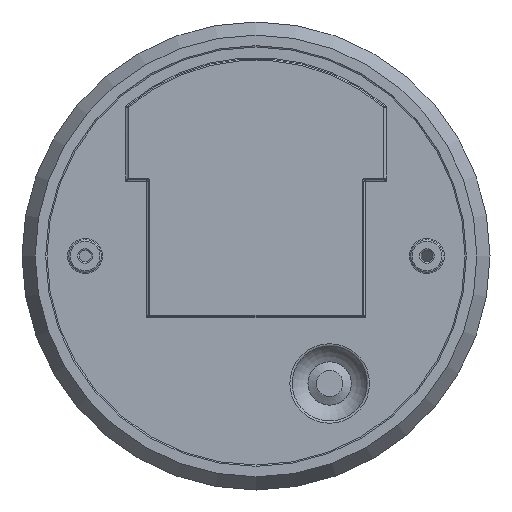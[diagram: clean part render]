
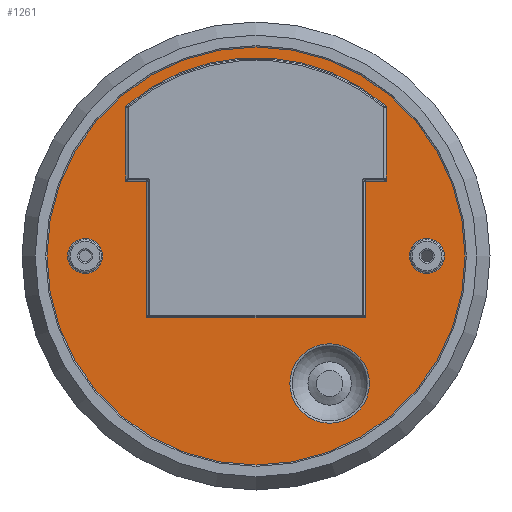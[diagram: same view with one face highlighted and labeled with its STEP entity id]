
A CAD part, front view. The second image highlights one B-rep face of the part: STEP entity #1261.
In plain terms, the highlighted planar face has unit normal (0, -1, 0).
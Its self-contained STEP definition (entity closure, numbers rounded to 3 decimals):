
#12 = LINE ( 'NONE', #146, #882 ) ;
#29 = PLANE ( 'NONE',  #89 ) ;
#72 = LINE ( 'NONE', #1825, #520 ) ;
#89 = AXIS2_PLACEMENT_3D ( 'NONE', #2006, #1835, #1189 ) ;
#104 = ORIENTED_EDGE ( 'NONE', *, *, #556, .T. ) ;
#126 = LINE ( 'NONE', #512, #1823 ) ;
#135 = EDGE_CURVE ( 'NONE', #793, #793, #827, .T. ) ;
#142 = DIRECTION ( 'NONE',  ( 0., 1., 0. ) ) ;
#146 = CARTESIAN_POINT ( 'NONE',  ( 49.5, 6.5, 0. ) ) ;
#172 = CARTESIAN_POINT ( 'NONE',  ( 0., 6.5, 28.5 ) ) ;
#177 = CARTESIAN_POINT ( 'NONE',  ( -41.5, 6.5, 0. ) ) ;
#199 = CARTESIAN_POINT ( 'NONE',  ( 0., 6.5, 28.5 ) ) ;
#204 = EDGE_CURVE ( 'NONE', #746, #746, #1169, .T. ) ;
#237 = VECTOR ( 'NONE', #1811, 1000. ) ;
#252 = FACE_BOUND ( 'NONE', #1482, .T. ) ;
#267 = AXIS2_PLACEMENT_3D ( 'NONE', #765, #1905, #928 ) ;
#270 = VERTEX_POINT ( 'NONE', #1786 ) ;
#306 = EDGE_LOOP ( 'NONE', ( #1925 ) ) ;
#374 = VECTOR ( 'NONE', #1347, 1000. ) ;
#376 = CARTESIAN_POINT ( 'NONE',  ( 49.5, 6.5, 57.009 ) ) ;
#383 = CARTESIAN_POINT ( 'NONE',  ( -41.5, 6.5, 28.5 ) ) ;
#391 = ORIENTED_EDGE ( 'NONE', *, *, #1970, .T. ) ;
#419 = LINE ( 'NONE', #199, #374 ) ;
#426 = VECTOR ( 'NONE', #1815, 1000. ) ;
#442 = EDGE_CURVE ( 'NONE', #1671, #1863, #12, .T. ) ;
#460 = DIRECTION ( 'NONE',  ( 0., 1., 0. ) ) ;
#476 = CARTESIAN_POINT ( 'NONE',  ( -49.5, 6.5, 28.5 ) ) ;
#512 = CARTESIAN_POINT ( 'NONE',  ( 0., 6.5, -23.5 ) ) ;
#520 = VECTOR ( 'NONE', #842, 1000. ) ;
#540 = CARTESIAN_POINT ( 'NONE',  ( -49.5, 6.5, 57.009 ) ) ;
#556 = EDGE_CURVE ( 'NONE', #1059, #1714, #2039, .T. ) ;
#612 = ORIENTED_EDGE ( 'NONE', *, *, #1264, .T. ) ;
#632 = CARTESIAN_POINT ( 'NONE',  ( -65., 6.5, -6.65 ) ) ;
#654 = FACE_OUTER_BOUND ( 'NONE', #1502, .T. ) ;
#661 = ORIENTED_EDGE ( 'NONE', *, *, #442, .T. ) ;
#690 = EDGE_CURVE ( 'NONE', #1714, #939, #1350, .T. ) ;
#699 = DIRECTION ( 'NONE',  ( 0., 1., 0. ) ) ;
#700 = FACE_BOUND ( 'NONE', #306, .T. ) ;
#714 = ORIENTED_EDGE ( 'NONE', *, *, #1635, .T. ) ;
#744 = VECTOR ( 'NONE', #1361, 1000. ) ;
#746 = VERTEX_POINT ( 'NONE', #632 ) ;
#749 = ORIENTED_EDGE ( 'NONE', *, *, #1681, .T. ) ;
#765 = CARTESIAN_POINT ( 'NONE',  ( 65., 6.5, 0. ) ) ;
#779 = ORIENTED_EDGE ( 'NONE', *, *, #1558, .T. ) ;
#793 = VERTEX_POINT ( 'NONE', #2091 ) ;
#803 = CIRCLE ( 'NONE', #1022, 79.5 ) ;
#827 = CIRCLE ( 'NONE', #1115, 15.133 ) ;
#830 = EDGE_LOOP ( 'NONE', ( #1385 ) ) ;
#842 = DIRECTION ( 'NONE',  ( 0., 0., 1. ) ) ;
#882 = VECTOR ( 'NONE', #1301, 1000. ) ;
#928 = DIRECTION ( 'NONE',  ( 0., 0., -1. ) ) ;
#939 = VERTEX_POINT ( 'NONE', #476 ) ;
#957 = EDGE_LOOP ( 'NONE', ( #104, #1065, #1336, #612, #661, #714, #749, #779 ) ) ;
#969 = CARTESIAN_POINT ( 'NONE',  ( 0., 6.5, -79.5 ) ) ;
#978 = CARTESIAN_POINT ( 'NONE',  ( 0., 6.5, 0. ) ) ;
#1022 = AXIS2_PLACEMENT_3D ( 'NONE', #978, #2135, #1174 ) ;
#1059 = VERTEX_POINT ( 'NONE', #2130 ) ;
#1064 = CARTESIAN_POINT ( 'NONE',  ( 41.5, 6.5, -23.5 ) ) ;
#1065 = ORIENTED_EDGE ( 'NONE', *, *, #690, .T. ) ;
#1099 = CIRCLE ( 'NONE', #267, 6.65 ) ;
#1115 = AXIS2_PLACEMENT_3D ( 'NONE', #1128, #142, #1293 ) ;
#1128 = CARTESIAN_POINT ( 'NONE',  ( 28., 6.5, -48.497 ) ) ;
#1169 = CIRCLE ( 'NONE', #1548, 6.65 ) ;
#1174 = DIRECTION ( 'NONE',  ( 0., 0., -1. ) ) ;
#1189 = DIRECTION ( 'NONE',  ( 0., 0., -1. ) ) ;
#1192 = EDGE_CURVE ( 'NONE', #1844, #1844, #803, .T. ) ;
#1248 = ORIENTED_EDGE ( 'NONE', *, *, #1192, .T. ) ;
#1261 = ADVANCED_FACE ( 'NONE', ( #700, #654, #1960, #252, #1515 ), #29, .T. ) ;
#1264 = EDGE_CURVE ( 'NONE', #1694, #1671, #1475, .T. ) ;
#1293 = DIRECTION ( 'NONE',  ( 0., 0., -1. ) ) ;
#1301 = DIRECTION ( 'NONE',  ( 0., 0., -1. ) ) ;
#1336 = ORIENTED_EDGE ( 'NONE', *, *, #1585, .T. ) ;
#1347 = DIRECTION ( 'NONE',  ( -1., 0., 0. ) ) ;
#1350 = LINE ( 'NONE', #172, #426 ) ;
#1357 = AXIS2_PLACEMENT_3D ( 'NONE', #1674, #699, #1839 ) ;
#1361 = DIRECTION ( 'NONE',  ( 0., 0., -1. ) ) ;
#1385 = ORIENTED_EDGE ( 'NONE', *, *, #135, .T. ) ;
#1386 = VERTEX_POINT ( 'NONE', #1064 ) ;
#1438 = CARTESIAN_POINT ( 'NONE',  ( -65., 6.5, 0. ) ) ;
#1475 = CIRCLE ( 'NONE', #1357, 75.5 ) ;
#1482 = EDGE_LOOP ( 'NONE', ( #391 ) ) ;
#1502 = EDGE_LOOP ( 'NONE', ( #1248 ) ) ;
#1515 = FACE_BOUND ( 'NONE', #830, .T. ) ;
#1548 = AXIS2_PLACEMENT_3D ( 'NONE', #1438, #460, #1602 ) ;
#1558 = EDGE_CURVE ( 'NONE', #1386, #1059, #126, .T. ) ;
#1585 = EDGE_CURVE ( 'NONE', #939, #1694, #72, .T. ) ;
#1602 = DIRECTION ( 'NONE',  ( 0., 0., -1. ) ) ;
#1621 = LINE ( 'NONE', #2010, #744 ) ;
#1635 = EDGE_CURVE ( 'NONE', #1863, #270, #419, .T. ) ;
#1655 = DIRECTION ( 'NONE',  ( -1., 0., 0. ) ) ;
#1671 = VERTEX_POINT ( 'NONE', #376 ) ;
#1674 = CARTESIAN_POINT ( 'NONE',  ( 0., 6.5, 0. ) ) ;
#1681 = EDGE_CURVE ( 'NONE', #270, #1386, #1621, .T. ) ;
#1694 = VERTEX_POINT ( 'NONE', #540 ) ;
#1714 = VERTEX_POINT ( 'NONE', #383 ) ;
#1731 = VERTEX_POINT ( 'NONE', #1792 ) ;
#1786 = CARTESIAN_POINT ( 'NONE',  ( 41.5, 6.5, 28.5 ) ) ;
#1792 = CARTESIAN_POINT ( 'NONE',  ( 65., 6.5, -6.65 ) ) ;
#1811 = DIRECTION ( 'NONE',  ( 0., 0., 1. ) ) ;
#1815 = DIRECTION ( 'NONE',  ( -1., 0., 0. ) ) ;
#1823 = VECTOR ( 'NONE', #1655, 1000. ) ;
#1825 = CARTESIAN_POINT ( 'NONE',  ( -49.5, 6.5, 0. ) ) ;
#1835 = DIRECTION ( 'NONE',  ( 0., -1., 0. ) ) ;
#1839 = DIRECTION ( 'NONE',  ( 0., 0., -1. ) ) ;
#1844 = VERTEX_POINT ( 'NONE', #969 ) ;
#1863 = VERTEX_POINT ( 'NONE', #2092 ) ;
#1905 = DIRECTION ( 'NONE',  ( 0., 1., 0. ) ) ;
#1925 = ORIENTED_EDGE ( 'NONE', *, *, #204, .T. ) ;
#1960 = FACE_BOUND ( 'NONE', #957, .T. ) ;
#1970 = EDGE_CURVE ( 'NONE', #1731, #1731, #1099, .T. ) ;
#2006 = CARTESIAN_POINT ( 'NONE',  ( 0., 6.5, 0. ) ) ;
#2010 = CARTESIAN_POINT ( 'NONE',  ( 41.5, 6.5, 0. ) ) ;
#2039 = LINE ( 'NONE', #177, #237 ) ;
#2091 = CARTESIAN_POINT ( 'NONE',  ( 28., 6.5, -63.631 ) ) ;
#2092 = CARTESIAN_POINT ( 'NONE',  ( 49.5, 6.5, 28.5 ) ) ;
#2130 = CARTESIAN_POINT ( 'NONE',  ( -41.5, 6.5, -23.5 ) ) ;
#2135 = DIRECTION ( 'NONE',  ( 0., -1., 0. ) ) ;
